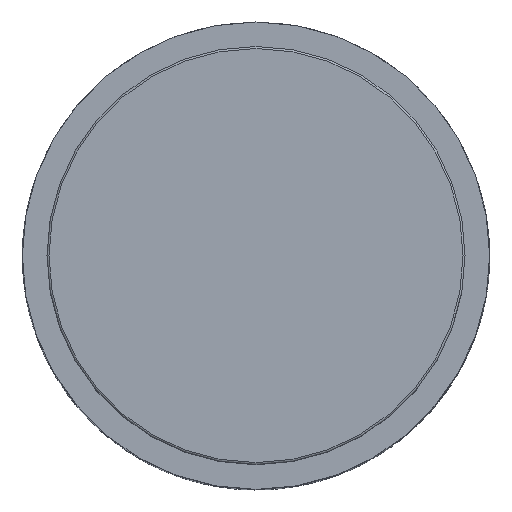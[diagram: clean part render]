
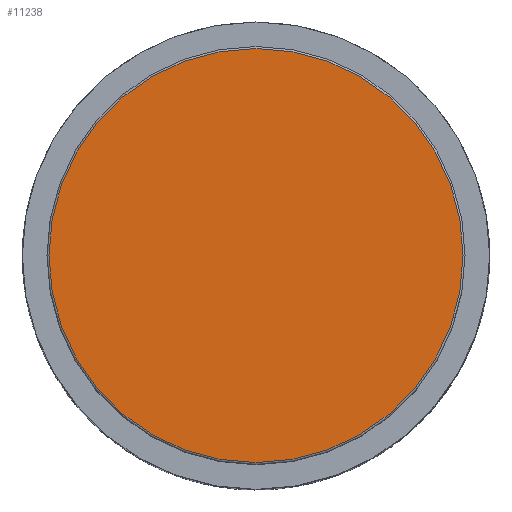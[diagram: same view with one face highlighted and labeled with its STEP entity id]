
A CAD part, top view. The second image highlights one B-rep face of the part: STEP entity #11238.
In plain terms, the highlighted planar face has unit normal (0, 0, 1).
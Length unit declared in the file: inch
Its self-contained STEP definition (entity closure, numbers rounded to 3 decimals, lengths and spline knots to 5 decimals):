
#2741=PLANE('',#11841);
#3179=FACE_OUTER_BOUND('',#3755,.T.);
#3755=EDGE_LOOP('',(#7388));
#4368=CIRCLE('',#11839,0.31393);
#4667=VERTEX_POINT('',#15570);
#5747=EDGE_CURVE('',#4667,#4667,#4368,.T.);
#7388=ORIENTED_EDGE('',*,*,#5747,.F.);
#11238=ADVANCED_FACE('',(#3179),#2741,.T.);
#11839=AXIS2_PLACEMENT_3D('',#15572,#12682,#12683);
#11841=AXIS2_PLACEMENT_3D('',#15574,#12686,#12687);
#12682=DIRECTION('center_axis',(0.,0.,-1.));
#12683=DIRECTION('ref_axis',(0.,1.,0.));
#12686=DIRECTION('center_axis',(0.,0.,1.));
#12687=DIRECTION('ref_axis',(-1.,0.,0.));
#15570=CARTESIAN_POINT('',(0.31393,0.,-0.40862));
#15572=CARTESIAN_POINT('Origin',(0.,0.,
-0.40862));
#15574=CARTESIAN_POINT('Origin',(0.,-0.15846,
-0.40862));
